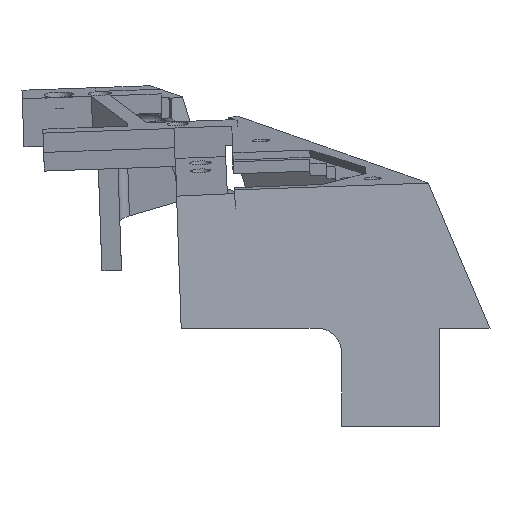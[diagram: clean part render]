
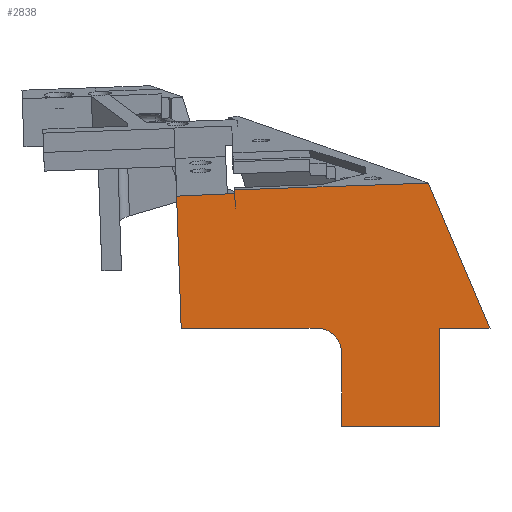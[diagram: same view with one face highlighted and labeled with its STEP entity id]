
A CAD part, left-side view. The second image highlights one B-rep face of the part: STEP entity #2838.
In plain terms, the highlighted planar face has unit normal (-1, 0, 0).
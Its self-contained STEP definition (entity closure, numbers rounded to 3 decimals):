
#141=CIRCLE('',#3029,6.35);
#260=FACE_OUTER_BOUND('',#416,.T.);
#416=EDGE_LOOP('',(#2312,#2313,#2314,#2315,#2316,#2317,#2318,#2319,#2320,
#2321,#2322));
#530=LINE('',#4000,#844);
#561=LINE('',#4078,#875);
#662=LINE('',#4350,#976);
#698=LINE('',#4476,#1012);
#702=LINE('',#4484,#1016);
#703=LINE('',#4486,#1017);
#737=LINE('',#4557,#1051);
#738=LINE('',#4559,#1052);
#739=LINE('',#4560,#1053);
#740=LINE('',#4561,#1054);
#844=VECTOR('',#3193,10.);
#875=VECTOR('',#3252,40.811);
#976=VECTOR('',#3459,10.);
#1012=VECTOR('',#3577,19.05);
#1016=VECTOR('',#3587,55.193);
#1017=VECTOR('',#3590,10.);
#1051=VECTOR('',#3666,25.4);
#1052=VECTOR('',#3667,25.4);
#1053=VECTOR('',#3668,13.038);
#1054=VECTOR('',#3669,110.695);
#1154=VERTEX_POINT('',#3991);
#1158=VERTEX_POINT('',#3998);
#1190=VERTEX_POINT('',#4075);
#1191=VERTEX_POINT('',#4077);
#1287=VERTEX_POINT('',#4347);
#1288=VERTEX_POINT('',#4349);
#1320=VERTEX_POINT('',#4474);
#1321=VERTEX_POINT('',#4475);
#1322=VERTEX_POINT('',#4480);
#1338=VERTEX_POINT('',#4556);
#1339=VERTEX_POINT('',#4558);
#1432=EDGE_CURVE('',#1158,#1154,#530,.T.);
#1470=EDGE_CURVE('',#1191,#1190,#561,.T.);
#1598=EDGE_CURVE('',#1288,#1287,#662,.T.);
#1655=EDGE_CURVE('',#1320,#1321,#698,.T.);
#1658=EDGE_CURVE('',#1322,#1320,#141,.T.);
#1660=EDGE_CURVE('',#1322,#1158,#702,.T.);
#1661=EDGE_CURVE('',#1287,#1154,#703,.T.);
#1697=EDGE_CURVE('',#1338,#1321,#737,.T.);
#1698=EDGE_CURVE('',#1338,#1339,#738,.T.);
#1699=EDGE_CURVE('',#1191,#1339,#739,.T.);
#1700=EDGE_CURVE('',#1288,#1190,#740,.T.);
#2312=ORIENTED_EDGE('',*,*,#1661,.T.);
#2313=ORIENTED_EDGE('',*,*,#1432,.F.);
#2314=ORIENTED_EDGE('',*,*,#1660,.F.);
#2315=ORIENTED_EDGE('',*,*,#1658,.T.);
#2316=ORIENTED_EDGE('',*,*,#1655,.T.);
#2317=ORIENTED_EDGE('',*,*,#1697,.F.);
#2318=ORIENTED_EDGE('',*,*,#1698,.T.);
#2319=ORIENTED_EDGE('',*,*,#1699,.F.);
#2320=ORIENTED_EDGE('',*,*,#1470,.T.);
#2321=ORIENTED_EDGE('',*,*,#1700,.F.);
#2322=ORIENTED_EDGE('',*,*,#1598,.T.);
#2719=PLANE('',#3052);
#2838=ADVANCED_FACE('',(#260),#2719,.F.);
#3029=AXIS2_PLACEMENT_3D('',#4481,#3582,#3583);
#3052=AXIS2_PLACEMENT_3D('',#4555,#3664,#3665);
#3193=DIRECTION('',(0.,0.035,0.999));
#3252=DIRECTION('',(0.,0.391,0.921));
#3459=DIRECTION('',(0.,-0.035,-0.999));
#3577=DIRECTION('',(0.,0.,-1.));
#3582=DIRECTION('center_axis',(1.,0.,0.));
#3583=DIRECTION('ref_axis',(0.,0.,-1.));
#3587=DIRECTION('',(0.,1.,0.));
#3590=DIRECTION('',(0.,0.999,-0.044));
#3664=DIRECTION('center_axis',(1.,0.,0.));
#3665=DIRECTION('ref_axis',(0.,0.,-1.));
#3666=DIRECTION('',(0.,1.,0.));
#3667=DIRECTION('',(0.,0.,1.));
#3668=DIRECTION('',(0.,1.,0.));
#3669=DIRECTION('',(0.,-0.999,0.035));
#3991=CARTESIAN_POINT('',(273.05,6023.155,3011.355));
#3998=CARTESIAN_POINT('',(273.05,6021.961,2977.162));
#4000=CARTESIAN_POINT('',(273.05,6020.491,2935.051));
#4075=CARTESIAN_POINT('',(273.05,5957.938,3014.729));
#4077=CARTESIAN_POINT('',(273.05,5941.992,2977.162));
#4078=CARTESIAN_POINT('',(273.05,5941.992,2977.162));
#4347=CARTESIAN_POINT('',(273.05,6008.085,3012.019));
#4349=CARTESIAN_POINT('',(273.05,6008.119,3012.976));
#4350=CARTESIAN_POINT('',(273.05,6006.038,2953.872));
#4474=CARTESIAN_POINT('',(273.05,5980.43,2970.812));
#4475=CARTESIAN_POINT('',(273.05,5980.43,2951.762));
#4476=CARTESIAN_POINT('',(273.05,5980.43,2970.812));
#4480=CARTESIAN_POINT('',(273.05,5986.78,2977.162));
#4481=CARTESIAN_POINT('Origin',(273.05,5986.78,2970.812));
#4484=CARTESIAN_POINT('',(273.05,5986.78,2977.162));
#4486=CARTESIAN_POINT('',(273.05,6176.103,3004.606));
#4555=CARTESIAN_POINT('Origin',(273.05,6323.297,2866.963));
#4556=CARTESIAN_POINT('',(273.05,5955.03,2951.762));
#4557=CARTESIAN_POINT('',(273.05,5955.03,2951.762));
#4558=CARTESIAN_POINT('',(273.05,5955.03,2977.162));
#4559=CARTESIAN_POINT('',(273.05,5955.03,2951.762));
#4560=CARTESIAN_POINT('',(273.05,5941.992,2977.162));
#4561=CARTESIAN_POINT('',(273.05,6068.566,3010.866));
